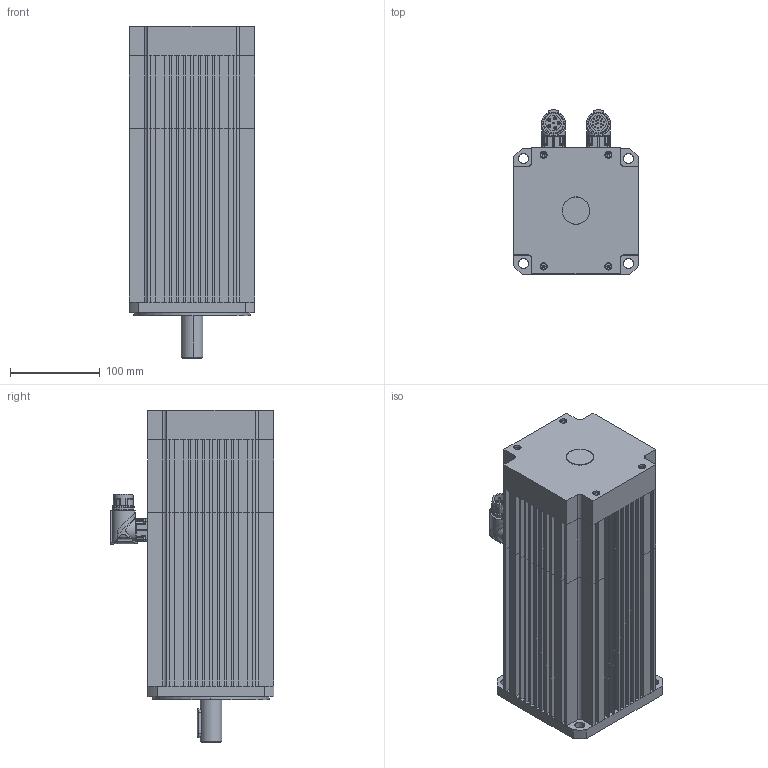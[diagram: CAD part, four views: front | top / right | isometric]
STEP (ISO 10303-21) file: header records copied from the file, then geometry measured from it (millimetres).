
FILE_DESCRIPTION((''),'2;1');
FILE_NAME('FP-1714 + ERN 1100 + FRE.stp','2012-09-28T10:55:20',('arodrigo'),(''),'Autodesk Inventor 9','Autodesk Inventor 9','');
FILE_SCHEMA(('AUTOMOTIVE_DESIGN { 1 0 10303 214 1 1 1 1 }'));
Length unit declared in the file: millimetre
Products named in the file (1): Pieza1
Bounding box: 140 x 182.15 x 368.9 mm (x, y, z)
Volume: 4956049.5 mm3; surface area: 464332.6 mm2
Topology: 26 solids, 34 shells, 1502 faces, 3827 edges, 2306 vertices
Faces by surface type: plane 722, cylinder 420, bspline 146, cone 96, sphere 62, torus 56
Entity records: 45974 total; most frequent: CARTESIAN_POINT 10631, DIRECTION 7523, ORIENTED_EDGE 7294, EDGE_CURVE 3647, AXIS2_PLACEMENT_3D 2788, VERTEX_POINT 2290, VECTOR 1947, LINE 1947
